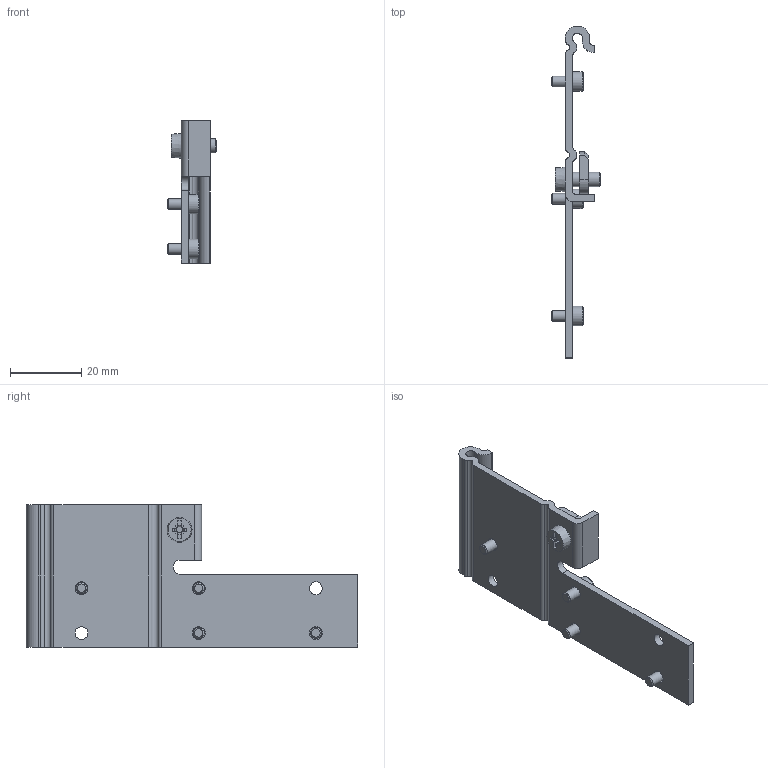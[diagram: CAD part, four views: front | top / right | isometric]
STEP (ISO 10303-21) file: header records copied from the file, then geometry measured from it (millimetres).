
FILE_DESCRIPTION(/* description */ ('STEP AP214'),/* implementation_level */ '2;1');
FILE_NAME(/* name */ '549461_OABM-H',/* time_stamp */ '2024-09-13T09:45:06+02:00',/* author */ ('License CC BY-ND 4.0'),/* organization */ ('CADENAS'),/* preprocessor_version */ 'ST-DEVELOPER v19.3',/* originating_system */ 'PARTsolutions',/* authorisation */ ' ');
FILE_SCHEMA (('AUTOMOTIVE_DESIGN {1 0 10303 214 3 1 1}'));
Length unit declared in the file: millimetre
Products named in the file (5): 549461 OABM-H; 549461 OABM-H---(p1); 330781 TAPD-F-M4x10-450---(p2); 373074 OABM-H-KS---(p2); DIN-912 - M3x6(F)
Assembly tree (7 placements, depth 2):
  549461 OABM-H
    549461 OABM-H---(p1)
    330781 TAPD-F-M4x10-450---(p2)
    373074 OABM-H-KS---(p2)
    DIN-912 - M3x6(F)  x4
Bounding box: 14 x 93.4 x 40 mm (x, y, z)
Volume: 7324.7 mm3; surface area: 8525.7 mm2
Topology: 7 solids, 7 shells, 212 faces, 484 edges, 292 vertices
Faces by surface type: plane 116, cone 49, cylinder 46, torus 1
Full cylindrical faces by diameter (mm): 3 x4, 3.242 x1, 3.6 x6, 4 x1, 4.2 x1, 5.5 x4
Entity records: 3931 total; most frequent: DIRECTION 677, CARTESIAN_POINT 675, ORIENTED_EDGE 604, EDGE_CURVE 302, AXIS2_PLACEMENT_3D 247, VERTEX_POINT 207, LINE 183, VECTOR 183
